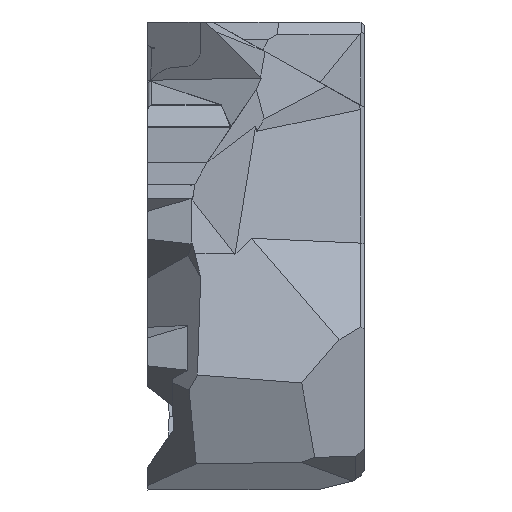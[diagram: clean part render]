
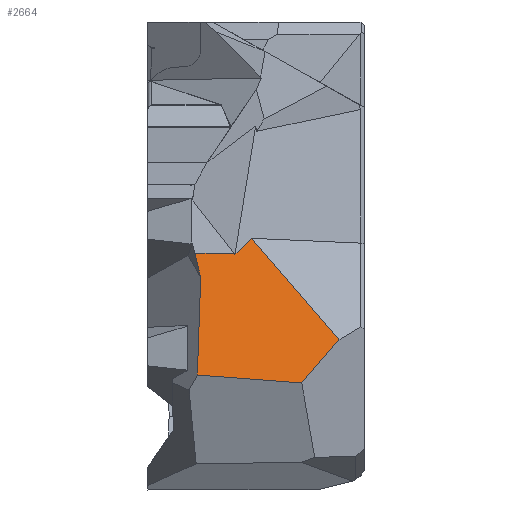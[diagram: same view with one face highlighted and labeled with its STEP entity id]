
A CAD part, left-side view. The second image highlights one B-rep face of the part: STEP entity #2664.
In plain terms, the highlighted planar face has unit normal (-0.966, 0, 0.261).
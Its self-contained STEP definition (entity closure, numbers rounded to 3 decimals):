
#1058=FACE_OUTER_BOUND('',#12540,.T.);
#2664=ADVANCED_FACE('',(#1058),#4313,.F.);
#4313=PLANE('',#33702);
#7548=LINE('',#41086,#9887);
#7691=LINE('',#45011,#10030);
#7732=LINE('',#48002,#10071);
#7737=LINE('',#48012,#10076);
#7738=LINE('',#48014,#10077);
#7739=LINE('',#48015,#10078);
#7740=LINE('',#48017,#10079);
#7741=LINE('',#48019,#10080);
#9887=VECTOR('',#35308,1.);
#10030=VECTOR('',#35687,1.);
#10071=VECTOR('',#35764,1.);
#10076=VECTOR('',#35771,1.);
#10077=VECTOR('',#35772,1.);
#10078=VECTOR('',#35773,1.);
#10079=VECTOR('',#35774,1.);
#10080=VECTOR('',#35775,1.);
#12540=EDGE_LOOP('',(#15154,#15155,#15156,#15157,#15158,#15159,#15160,#15161));
#15154=ORIENTED_EDGE('',*,*,#28677,.F.);
#15155=ORIENTED_EDGE('',*,*,#28521,.T.);
#15156=ORIENTED_EDGE('',*,*,#28682,.F.);
#15157=ORIENTED_EDGE('',*,*,#28683,.F.);
#15158=ORIENTED_EDGE('',*,*,#28105,.T.);
#15159=ORIENTED_EDGE('',*,*,#28684,.F.);
#15160=ORIENTED_EDGE('',*,*,#28685,.F.);
#15161=ORIENTED_EDGE('',*,*,#28686,.F.);
#24595=VERTEX_POINT('',#41085);
#24596=VERTEX_POINT('',#41087);
#24955=VERTEX_POINT('',#45010);
#24956=VERTEX_POINT('',#45012);
#25087=VERTEX_POINT('',#48003);
#25091=VERTEX_POINT('',#48013);
#25092=VERTEX_POINT('',#48016);
#25093=VERTEX_POINT('',#48018);
#28105=EDGE_CURVE('',#24596,#24595,#7548,.T.);
#28521=EDGE_CURVE('',#24956,#24955,#7691,.T.);
#28677=EDGE_CURVE('',#24956,#25087,#7732,.T.);
#28682=EDGE_CURVE('',#25091,#24955,#7737,.T.);
#28683=EDGE_CURVE('',#24596,#25091,#7738,.T.);
#28684=EDGE_CURVE('',#25092,#24595,#7739,.T.);
#28685=EDGE_CURVE('',#25093,#25092,#7740,.T.);
#28686=EDGE_CURVE('',#25087,#25093,#7741,.T.);
#33702=AXIS2_PLACEMENT_3D('',#48020,#35776,#35777);
#35308=DIRECTION('',(0.,1.,0.));
#35687=DIRECTION('',(0.2,0.64,0.742));
#35764=DIRECTION('',(-0.2,0.64,-0.742));
#35771=DIRECTION('',(0.185,-0.705,0.685));
#35772=DIRECTION('',(-0.21,-0.59,-0.779));
#35773=DIRECTION('',(0.254,0.23,0.94));
#35774=DIRECTION('',(0.26,-0.033,0.965));
#35775=DIRECTION('',(0.02,0.997,0.075));
#35776=DIRECTION('',(0.965,0.,-0.261));
#35777=DIRECTION('',(0.261,0.,0.965));
#41085=CARTESIAN_POINT('',(-31.121,-5.979,32.254));
#41086=CARTESIAN_POINT('',(-31.121,-27.5,32.254));
#41087=CARTESIAN_POINT('',(-31.121,-10.956,32.254));
#45010=CARTESIAN_POINT('',(-30.604,-13.131,34.17));
#45011=CARTESIAN_POINT('',(-33.525,-22.468,23.344));
#45012=CARTESIAN_POINT('',(-34.062,-24.186,21.352));
#48002=CARTESIAN_POINT('',(-34.793,-21.852,18.645));
#48003=CARTESIAN_POINT('',(-35.534,-19.483,15.897));
#48012=CARTESIAN_POINT('',(-28.391,-21.577,42.369));
#48013=CARTESIAN_POINT('',(-31.151,-11.042,32.142));
#48014=CARTESIAN_POINT('',(-31.026,-10.692,32.604));
#48015=CARTESIAN_POINT('',(-27.9,-3.061,44.189));
#48016=CARTESIAN_POINT('',(-31.929,-6.712,29.257));
#48017=CARTESIAN_POINT('',(-30.401,-6.905,34.919));
#48018=CARTESIAN_POINT('',(-35.265,-6.292,16.896));
#48019=CARTESIAN_POINT('',(-35.564,-20.969,15.785));
#48020=CARTESIAN_POINT('',(-31.121,-27.5,32.254));
